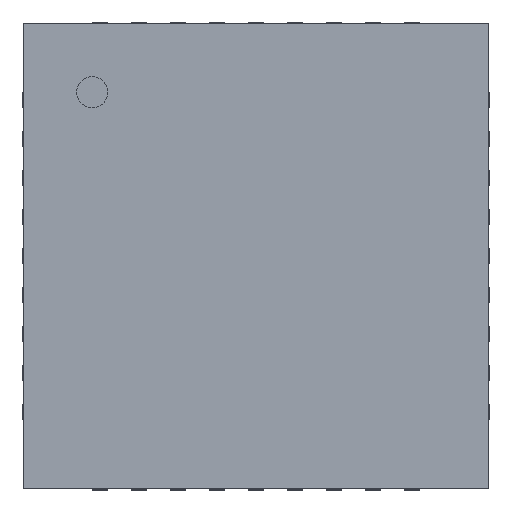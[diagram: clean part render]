
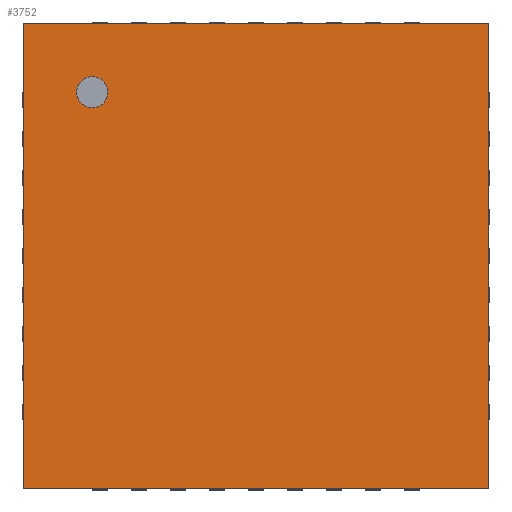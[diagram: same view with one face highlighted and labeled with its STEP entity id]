
A CAD part, top view. The second image highlights one B-rep face of the part: STEP entity #3752.
In plain terms, the highlighted planar face has unit normal (0, 0, 1).
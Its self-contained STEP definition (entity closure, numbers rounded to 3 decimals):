
#13=DIRECTION('',(0.,0.,1.));
#117=DIRECTION('',(0.,0.,-1.));
#148=VECTOR('',#149,1.);
#149=DIRECTION('',(1.,0.,0.));
#155=VECTOR('',#156,1.);
#156=DIRECTION('',(0.,-1.,0.));
#965=ORIENTED_EDGE('',*,*,#966,.F.);
#966=EDGE_CURVE('',#967,#969,#971,.T.);
#967=VERTEX_POINT('',#968);
#968=CARTESIAN_POINT('',(-2.985,2.985,0.78));
#969=VERTEX_POINT('',#970);
#970=CARTESIAN_POINT('',(2.985,2.985,0.78));
#971=LINE('',#968,#148);
#1137=ORIENTED_EDGE('',*,*,#1138,.T.);
#1138=EDGE_CURVE('',#967,#1139,#1141,.T.);
#1139=VERTEX_POINT('',#1140);
#1140=CARTESIAN_POINT('',(-2.985,-2.985,0.78));
#1141=LINE('',#968,#155);
#2362=EDGE_CURVE('',#969,#2363,#2365,.T.);
#2363=VERTEX_POINT('',#2364);
#2364=CARTESIAN_POINT('',(2.985,-2.985,0.78));
#2365=LINE('',#970,#155);
#2519=EDGE_CURVE('',#1139,#2363,#2520,.T.);
#2520=LINE('',#1140,#148);
#3752=ADVANCED_FACE('',(#3753,#3757),#3766,.T.);
#3753=FACE_BOUND('',#3754,.T.);
#3754=EDGE_LOOP('',(#965,#1137,#3755,#3756));
#3755=ORIENTED_EDGE('',*,*,#2519,.T.);
#3756=ORIENTED_EDGE('',*,*,#2362,.F.);
#3757=FACE_BOUND('',#3758,.T.);
#3758=EDGE_LOOP('',(#3759));
#3759=ORIENTED_EDGE('',*,*,#3760,.T.);
#3760=EDGE_CURVE('',#3761,#3761,#3763,.T.);
#3761=VERTEX_POINT('',#3762);
#3762=CARTESIAN_POINT('',(-2.1,1.9,0.78));
#3763=CIRCLE('',#3764,0.2);
#3764=AXIS2_PLACEMENT_3D('',#3765,#117,#156);
#3765=CARTESIAN_POINT('',(-2.1,2.1,0.78));
#3766=PLANE('',#3767);
#3767=AXIS2_PLACEMENT_3D('',#968,#13,#156);
